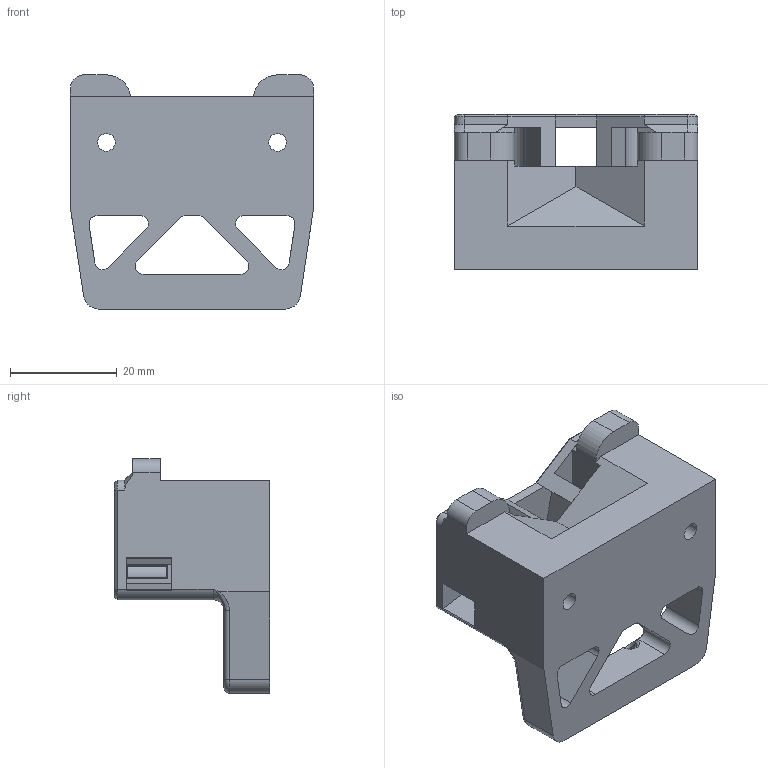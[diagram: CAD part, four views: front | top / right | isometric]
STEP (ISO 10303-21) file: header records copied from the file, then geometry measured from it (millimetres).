
FILE_DESCRIPTION(/* description */ ('STEP AP242','CAx-IF Rec.Pracs.---Representation and Presentation of Product Manufacturing Information (PMI)---4.0---2014-10-13','CAx-IF Rec.Pracs.---3D Tessellated Geometry---0.4---2014-09-14','2;1'),/* implementation_level */ '2;1');
FILE_NAME(/* name */ '686c98a7340fa55ceabba510',/* time_stamp */ '2025-07-08T04:03:52Z',/* author */ (''),/* organization */ (''),/* preprocessor_version */ 'ST-DEVELOPER v20',/* originating_system */ 'ONSHAPE BY PTC INC, 1.200',/* authorisation */ ' ');
FILE_SCHEMA (('AP242_MANAGED_MODEL_BASED_3D_ENGINEERING_MIM_LF { 1 0 10303 442 1 1 4 }'));
Length unit declared in the file: metre
Products named in the file (1): (Unsaved)
Bounding box: 45.62 x 29.1 x 43.92 mm (x, y, z)
Volume: 27264.4 mm3; surface area: 10160.9 mm2
Topology: 1 solids, 1 shells, 171 faces, 496 edges, 316 vertices
Faces by surface type: plane 110, cylinder 41, cone 10, torus 6, bspline 4
Full cylindrical faces by diameter (mm): 2.5 x2, 3.3 x2
Entity records: 5705 total; most frequent: CARTESIAN_POINT 1179, ORIENTED_EDGE 976, DIRECTION 902, EDGE_CURVE 488, LINE 354, VECTOR 354, VERTEX_POINT 312, AXIS2_PLACEMENT_3D 274
